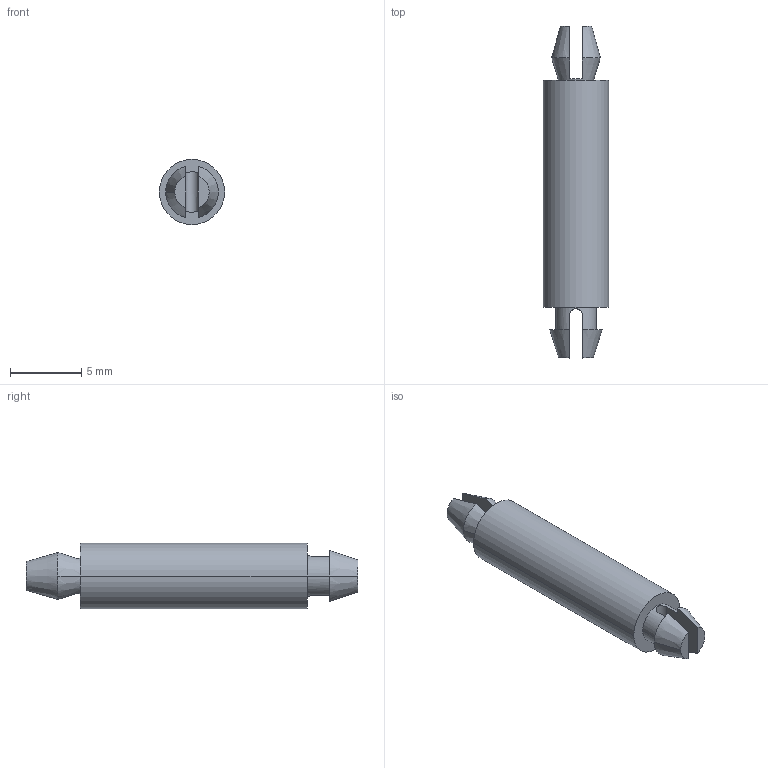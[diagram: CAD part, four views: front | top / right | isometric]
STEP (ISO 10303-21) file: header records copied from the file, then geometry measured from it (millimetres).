
FILE_DESCRIPTION (( 'STEP AP214' ), '1' );
FILE_NAME ('8884.STEP', '2007-12-19T18:27:35', ( 'Richard Maletta' ), ( '' ), 'SwSTEP 2.0', 'SolidWorks 2007', '' );
FILE_SCHEMA (( 'AUTOMOTIVE_DESIGN' ));
Length unit declared in the file: inch
Products named in the file (1): 8884
Bounding box: 4.57 x 23.24 x 4.57 mm (x, y, z)
Volume: 291.8 mm3; surface area: 357.1 mm2
Topology: 1 solids, 1 shells, 26 faces, 65 edges, 43 vertices
Faces by surface type: plane 13, cone 8, cylinder 5
Entity records: 841 total; most frequent: CARTESIAN_POINT 189, DIRECTION 132, ORIENTED_EDGE 130, EDGE_CURVE 65, AXIS2_PLACEMENT_3D 54, VERTEX_POINT 43, EDGE_LOOP 28, CIRCLE 27
